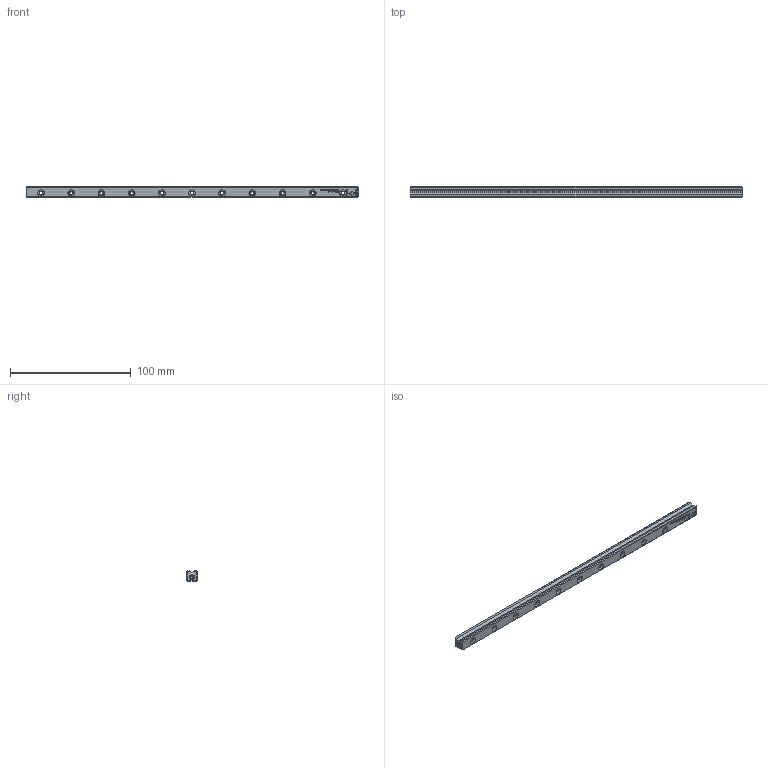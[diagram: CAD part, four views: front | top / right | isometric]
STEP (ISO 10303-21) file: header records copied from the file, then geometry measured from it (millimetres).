
FILE_DESCRIPTION(/* description */ (''),/* implementation_level */ '2;1');
FILE_NAME(/* name */ 'Rail RNG-4275.stp',/* time_stamp */ '2024-12-10T11:15:10+01:00',/* author */ (''),/* organization */ (''),/* preprocessor_version */ 'ST-DEVELOPER v16.7',/* originating_system */ 'SIEMENS PLM Software NX 12.0',/* authorisation */ '');
FILE_SCHEMA (('AUTOMOTIVE_DESIGN { 1 0 10303 214 3 1 1 1 }'));
Length unit declared in the file: millimetre
Products named in the file (1): Rail RNG-4275_step_stp
Bounding box: 275 x 9 x 9 mm (x, y, z)
Volume: 19072.2 mm3; surface area: 12000.7 mm2
Topology: 1 solids, 1 shells, 399 faces, 1032 edges, 679 vertices
Faces by surface type: plane 244, bspline 90, cone 39, cylinder 26
Full cylindrical faces by diameter (mm): 2.26 x2, 2.65 x11, 3.2 x2, 5.5 x11
Entity records: 14152 total; most frequent: CARTESIAN_POINT 3258, ORIENTED_EDGE 1902, DIRECTION 1478, EDGE_CURVE 951, LINE 684, VECTOR 684, VERTEX_POINT 665, EDGE_LOOP 530
